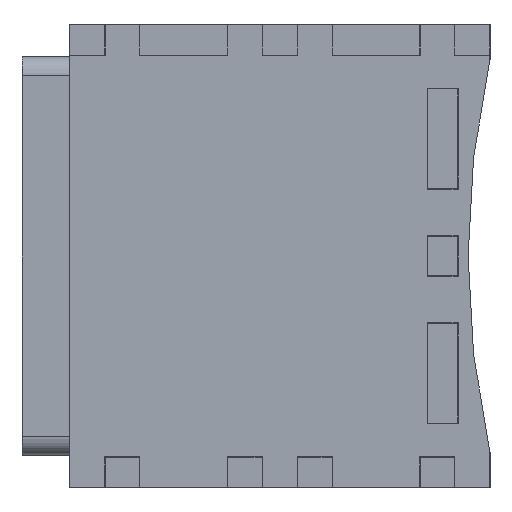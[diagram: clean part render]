
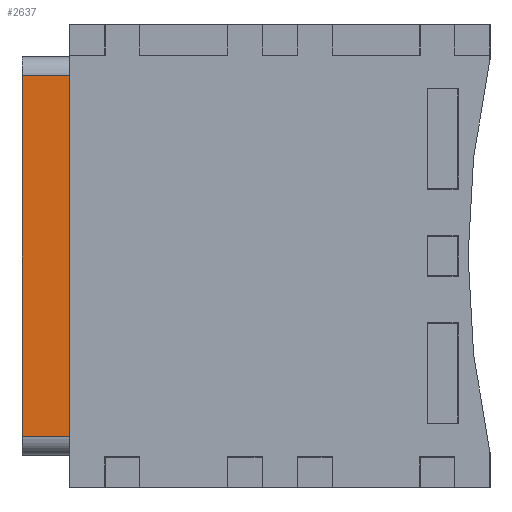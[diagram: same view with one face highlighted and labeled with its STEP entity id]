
A CAD part, left-side view. The second image highlights one B-rep face of the part: STEP entity #2637.
In plain terms, the highlighted face is planar.
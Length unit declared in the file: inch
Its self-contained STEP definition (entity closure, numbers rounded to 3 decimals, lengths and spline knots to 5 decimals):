
#230=FACE_OUTER_BOUND('',#370,.T.);
#370=EDGE_LOOP('',(#2378,#2379,#2380,#2381));
#677=LINE('',#4189,#1017);
#681=LINE('',#4198,#1021);
#688=LINE('',#4226,#1028);
#711=LINE('',#4302,#1051);
#1017=VECTOR('',#3418,0.3937);
#1021=VECTOR('',#3426,0.3937);
#1028=VECTOR('',#3449,0.3937);
#1051=VECTOR('',#3546,0.3937);
#1256=VERTEX_POINT('',#4182);
#1259=VERTEX_POINT('',#4187);
#1262=VERTEX_POINT('',#4197);
#1275=VERTEX_POINT('',#4225);
#1601=EDGE_CURVE('',#1259,#1256,#677,.T.);
#1605=EDGE_CURVE('',#1256,#1262,#681,.T.);
#1619=EDGE_CURVE('',#1262,#1275,#688,.T.);
#1657=EDGE_CURVE('',#1275,#1259,#711,.T.);
#2378=ORIENTED_EDGE('',*,*,#1601,.F.);
#2379=ORIENTED_EDGE('',*,*,#1657,.F.);
#2380=ORIENTED_EDGE('',*,*,#1619,.F.);
#2381=ORIENTED_EDGE('',*,*,#1605,.F.);
#2504=PLANE('',#2875);
#2637=ADVANCED_FACE('',(#230),#2504,.T.);
#2875=AXIS2_PLACEMENT_3D('',#4301,#3544,#3545);
#3418=DIRECTION('',(0.,1.,0.));
#3426=DIRECTION('',(0.,0.,-1.));
#3449=DIRECTION('',(0.,-1.,0.));
#3544=DIRECTION('center_axis',(1.,0.,0.));
#3545=DIRECTION('ref_axis',(0.,0.,-1.));
#3546=DIRECTION('',(0.,0.,1.));
#4182=CARTESIAN_POINT('',(1.5625,3.18,1.4125));
#4187=CARTESIAN_POINT('',(1.5625,0.,1.4125));
#4189=CARTESIAN_POINT('',(1.5625,0.,1.4125));
#4197=CARTESIAN_POINT('',(1.5625,3.18,-1.4125));
#4198=CARTESIAN_POINT('',(1.5625,3.18,-1.5625));
#4225=CARTESIAN_POINT('',(1.5625,0.,-1.4125));
#4226=CARTESIAN_POINT('',(1.5625,0.,-1.4125));
#4301=CARTESIAN_POINT('Origin',(1.5625,0.,1.5625));
#4302=CARTESIAN_POINT('',(1.5625,0.,-1.5625));
